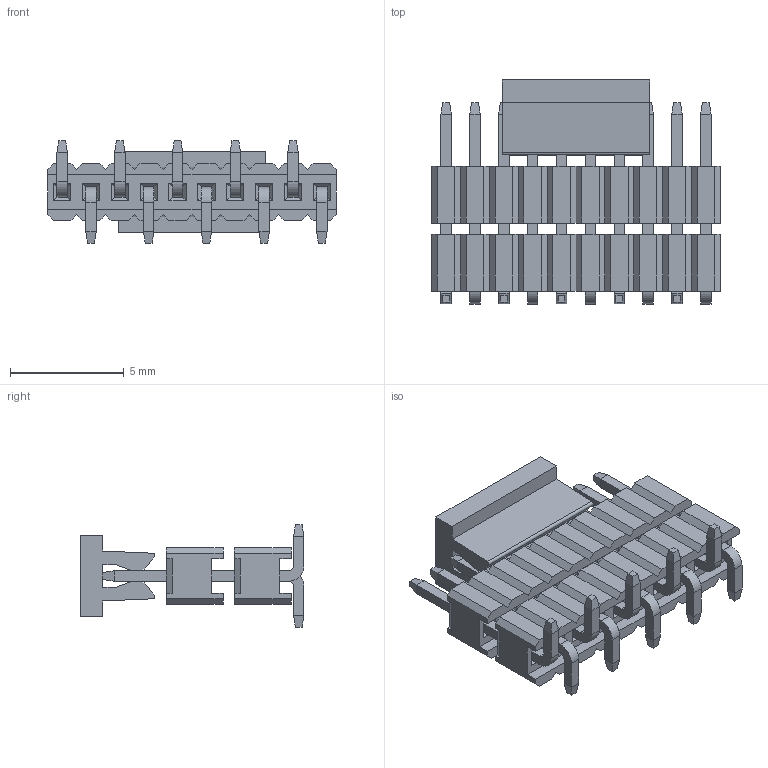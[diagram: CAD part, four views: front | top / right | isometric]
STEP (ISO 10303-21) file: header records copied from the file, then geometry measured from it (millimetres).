
FILE_DESCRIPTION( ('This file contains a STEP AP42 implementation' ,'as created by ZW3D STEP Interface translator.') ,'2;1' );
FILE_NAME( '1325-2110XXM107XXXX(淏褐弇).stp' ,'23 318. 81343', (''), ('ZWCAD Software Co.'), 'Version 1.0', 'ZW3D to STEP translator', '' );
FILE_SCHEMA(('AUTOMOTIVE_DESIGN { 1 0 10303 214 1 1 1 1 }'));
Length unit declared in the file: millimetre
Products named in the file (3): 0; 1325-2110XXM107XXXX(淏褐弇); 1325-21XXXXMXXXXX_ASM_1_ASM_1
Assembly tree (1 placements, depth 2):
  0
  1325-2110XXM107XXXX(淏褐弇)
    1325-21XXXXMXXXXX_ASM_1_ASM_1
Bounding box: 12.7 x 9.86 x 4.5 mm (x, y, z)
Volume: 187.8 mm3; surface area: 709.6 mm2
Topology: 13 solids, 13 shells, 582 faces, 1458 edges, 920 vertices
Faces by surface type: plane 556, cylinder 26
Entity records: 17553 total; most frequent: CARTESIAN_POINT 2964, ORIENTED_EDGE 2916, DIRECTION 2686, EDGE_CURVE 1458, VECTOR 1402, LINE 1402, VERTEX_POINT 920, AXIS2_PLACEMENT_3D 642
